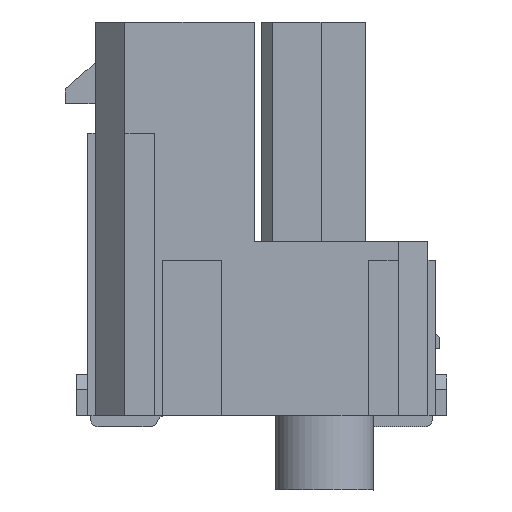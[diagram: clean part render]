
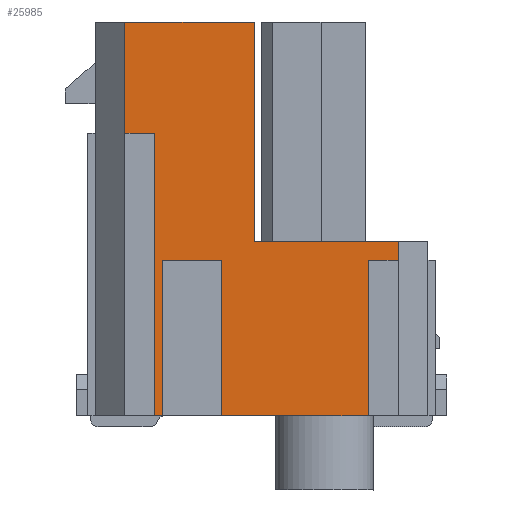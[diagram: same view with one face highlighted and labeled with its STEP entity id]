
A CAD part, left-side view. The second image highlights one B-rep face of the part: STEP entity #25985.
In plain terms, the highlighted planar face has unit normal (-1, 0, 0).
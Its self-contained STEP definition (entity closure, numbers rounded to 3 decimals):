
#9262=CARTESIAN_POINT('',(-12.35,0.49,2.24));
#9263=VERTEX_POINT('',#9262);
#9280=CARTESIAN_POINT('',(-12.35,0.49,0.15));
#9281=VERTEX_POINT('',#9280);
#9288=CARTESIAN_POINT('',(-12.35,0.49,0.15));
#9289=DIRECTION('',(0.0,0.0,1.0));
#9290=VECTOR('',#9289,2.09);
#9291=LINE('',#9288,#9290);
#9292=EDGE_CURVE('',#9281,#9263,#9291,.T.);
#9501=CARTESIAN_POINT('',(-12.35,1.29,2.24));
#9502=VERTEX_POINT('',#9501);
#9509=CARTESIAN_POINT('',(-12.35,1.29,0.15));
#9510=VERTEX_POINT('',#9509);
#9511=CARTESIAN_POINT('',(-12.35,1.29,0.15));
#9512=DIRECTION('',(0.0,0.0,1.0));
#9513=VECTOR('',#9512,2.09);
#9514=LINE('',#9511,#9513);
#9515=EDGE_CURVE('',#9510,#9502,#9514,.T.);
#9534=CARTESIAN_POINT('',(-12.35,1.29,2.24));
#9535=DIRECTION('',(0.0,-1.0,0.0));
#9536=VECTOR('',#9535,0.8);
#9537=LINE('',#9534,#9536);
#9538=EDGE_CURVE('',#9502,#9263,#9537,.T.);
#19701=CARTESIAN_POINT('',(-12.35,0.05,2.5));
#19702=VERTEX_POINT('',#19701);
#19709=CARTESIAN_POINT('',(-12.35,-1.89,2.5));
#19710=VERTEX_POINT('',#19709);
#19711=CARTESIAN_POINT('',(-12.35,-1.89,2.5));
#19712=DIRECTION('',(0.0,1.0,0.0));
#19713=VECTOR('',#19712,1.94);
#19714=LINE('',#19711,#19713);
#19715=EDGE_CURVE('',#19710,#19702,#19714,.T.);
#21538=CARTESIAN_POINT('',(-12.35,-1.89,0.15));
#21539=VERTEX_POINT('',#21538);
#21540=CARTESIAN_POINT('',(-12.35,-1.89,0.15));
#21541=DIRECTION('',(0.0,0.0,1.0));
#21542=VECTOR('',#21541,2.35);
#21543=LINE('',#21540,#21542);
#21544=EDGE_CURVE('',#21539,#19710,#21543,.T.);
#21598=CARTESIAN_POINT('',(-12.35,-1.89,0.15));
#21599=DIRECTION('',(0.0,1.0,0.0));
#21600=VECTOR('',#21599,2.38);
#21601=LINE('',#21598,#21600);
#21602=EDGE_CURVE('',#21539,#9281,#21601,.T.);
#21607=CARTESIAN_POINT('',(-12.35,1.79,0.15));
#21608=VERTEX_POINT('',#21607);
#21609=CARTESIAN_POINT('',(-12.35,1.29,0.15));
#21610=DIRECTION('',(0.0,1.0,0.0));
#21611=VECTOR('',#21610,0.5);
#21612=LINE('',#21609,#21611);
#21613=EDGE_CURVE('',#9510,#21608,#21612,.T.);
#25937=CARTESIAN_POINT('',(-12.35,1.79,5.45));
#25938=VERTEX_POINT('',#25937);
#25939=CARTESIAN_POINT('',(-12.35,1.79,5.45));
#25940=DIRECTION('',(0.0,0.0,-1.0));
#25941=VECTOR('',#25940,5.3);
#25942=LINE('',#25939,#25941);
#25943=EDGE_CURVE('',#25938,#21608,#25942,.T.);
#25956=CARTESIAN_POINT('',(-12.35,1.79,5.45));
#25957=DIRECTION('',(-1.0,0.0,0.0));
#25958=DIRECTION('',(0.0,0.0,1.0));
#25959=AXIS2_PLACEMENT_3D('',#25956,#25957,#25958);
#25960=PLANE('',#25959);
#25961=ORIENTED_EDGE('',*,*,#21602,.F.);
#25962=ORIENTED_EDGE('',*,*,#21544,.T.);
#25963=ORIENTED_EDGE('',*,*,#19715,.T.);
#25964=CARTESIAN_POINT('',(-12.35,0.05,5.45));
#25965=VERTEX_POINT('',#25964);
#25966=CARTESIAN_POINT('',(-12.35,0.05,5.45));
#25967=DIRECTION('',(0.0,0.0,-1.0));
#25968=VECTOR('',#25967,2.95);
#25969=LINE('',#25966,#25968);
#25970=EDGE_CURVE('',#25965,#19702,#25969,.T.);
#25971=ORIENTED_EDGE('',*,*,#25970,.F.);
#25972=CARTESIAN_POINT('',(-12.35,1.79,5.45));
#25973=DIRECTION('',(0.0,-1.0,0.0));
#25974=VECTOR('',#25973,1.74);
#25975=LINE('',#25972,#25974);
#25976=EDGE_CURVE('',#25938,#25965,#25975,.T.);
#25977=ORIENTED_EDGE('',*,*,#25976,.F.);
#25978=ORIENTED_EDGE('',*,*,#25943,.T.);
#25979=ORIENTED_EDGE('',*,*,#21613,.F.);
#25980=ORIENTED_EDGE('',*,*,#9515,.T.);
#25981=ORIENTED_EDGE('',*,*,#9538,.T.);
#25982=ORIENTED_EDGE('',*,*,#9292,.F.);
#25983=EDGE_LOOP('',(#25961,#25962,#25963,#25971,#25977,#25978,#25979,#25980,#25981,#25982));
#25984=FACE_OUTER_BOUND('',#25983,.T.);
#25985=ADVANCED_FACE('',(#25984),#25960,.T.);
